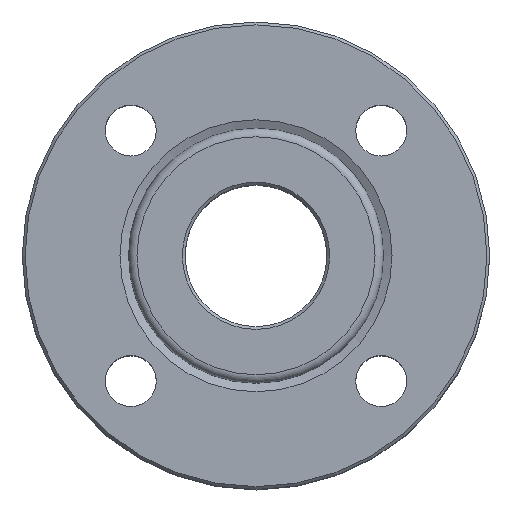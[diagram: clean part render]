
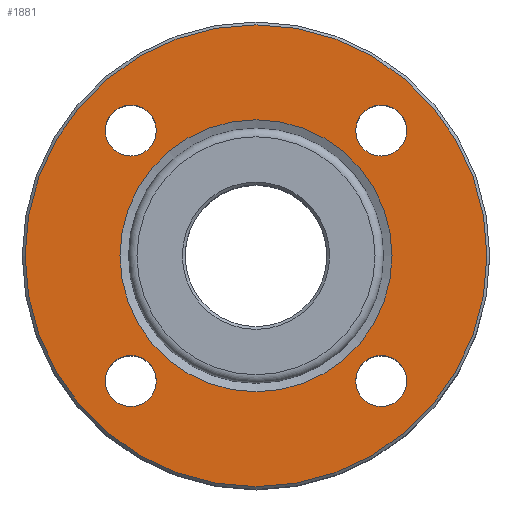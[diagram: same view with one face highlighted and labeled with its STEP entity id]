
A CAD part, top view. The second image highlights one B-rep face of the part: STEP entity #1881.
In plain terms, the highlighted planar face has unit normal (0, 0, 1).
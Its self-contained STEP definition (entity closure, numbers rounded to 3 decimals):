
#78=PLANE('',#2047);
#282=FACE_BOUND('',#497,.T.);
#283=FACE_BOUND('',#498,.T.);
#284=FACE_BOUND('',#499,.T.);
#285=FACE_BOUND('',#500,.T.);
#286=FACE_BOUND('',#501,.T.);
#377=FACE_OUTER_BOUND('',#496,.T.);
#496=EDGE_LOOP('',(#1637));
#497=EDGE_LOOP('',(#1638));
#498=EDGE_LOOP('',(#1639));
#499=EDGE_LOOP('',(#1640));
#500=EDGE_LOOP('',(#1641));
#501=EDGE_LOOP('',(#1642));
#586=CIRCLE('',#2046,81.5);
#587=CIRCLE('',#2048,9.);
#588=CIRCLE('',#2049,9.);
#589=CIRCLE('',#2050,9.);
#590=CIRCLE('',#2051,9.);
#591=CIRCLE('',#2052,48.);
#867=VERTEX_POINT('',#3947);
#868=VERTEX_POINT('',#3951);
#869=VERTEX_POINT('',#3953);
#870=VERTEX_POINT('',#3955);
#871=VERTEX_POINT('',#3957);
#872=VERTEX_POINT('',#3959);
#1128=EDGE_CURVE('',#867,#867,#586,.T.);
#1129=EDGE_CURVE('',#868,#868,#587,.T.);
#1130=EDGE_CURVE('',#869,#869,#588,.T.);
#1131=EDGE_CURVE('',#870,#870,#589,.T.);
#1132=EDGE_CURVE('',#871,#871,#590,.T.);
#1133=EDGE_CURVE('',#872,#872,#591,.T.);
#1637=ORIENTED_EDGE('',*,*,#1128,.F.);
#1638=ORIENTED_EDGE('',*,*,#1129,.F.);
#1639=ORIENTED_EDGE('',*,*,#1130,.F.);
#1640=ORIENTED_EDGE('',*,*,#1131,.F.);
#1641=ORIENTED_EDGE('',*,*,#1132,.F.);
#1642=ORIENTED_EDGE('',*,*,#1133,.T.);
#1881=ADVANCED_FACE('',(#377,#282,#283,#284,#285,#286),#78,.F.);
#2046=AXIS2_PLACEMENT_3D('',#3949,#2406,#2407);
#2047=AXIS2_PLACEMENT_3D('',#3950,#2408,#2409);
#2048=AXIS2_PLACEMENT_3D('',#3952,#2410,#2411);
#2049=AXIS2_PLACEMENT_3D('',#3954,#2412,#2413);
#2050=AXIS2_PLACEMENT_3D('',#3956,#2414,#2415);
#2051=AXIS2_PLACEMENT_3D('',#3958,#2416,#2417);
#2052=AXIS2_PLACEMENT_3D('',#3960,#2418,#2419);
#2406=DIRECTION('center_axis',(0.,0.,-1.));
#2407=DIRECTION('ref_axis',(1.,0.,0.));
#2408=DIRECTION('center_axis',(0.,0.,-1.));
#2409=DIRECTION('ref_axis',(-1.,0.,0.));
#2410=DIRECTION('center_axis',(0.,0.,1.));
#2411=DIRECTION('ref_axis',(1.,0.,0.));
#2412=DIRECTION('center_axis',(0.,0.,1.));
#2413=DIRECTION('ref_axis',(1.,0.,0.));
#2414=DIRECTION('center_axis',(0.,0.,1.));
#2415=DIRECTION('ref_axis',(1.,0.,0.));
#2416=DIRECTION('center_axis',(0.,0.,1.));
#2417=DIRECTION('ref_axis',(1.,0.,0.));
#2418=DIRECTION('center_axis',(0.,0.,-1.));
#2419=DIRECTION('ref_axis',(0.,1.,0.));
#3947=CARTESIAN_POINT('',(-81.5,0.,48.5));
#3949=CARTESIAN_POINT('Origin',(0.,0.,48.5));
#3950=CARTESIAN_POINT('Origin',(0.,0.,48.5));
#3951=CARTESIAN_POINT('',(-53.194,44.194,48.5));
#3952=CARTESIAN_POINT('Origin',(-44.194,44.194,48.5));
#3953=CARTESIAN_POINT('',(-53.194,-44.194,48.5));
#3954=CARTESIAN_POINT('Origin',(-44.194,-44.194,48.5));
#3955=CARTESIAN_POINT('',(35.194,-44.194,48.5));
#3956=CARTESIAN_POINT('Origin',(44.194,-44.194,48.5));
#3957=CARTESIAN_POINT('',(35.194,44.194,48.5));
#3958=CARTESIAN_POINT('Origin',(44.194,44.194,48.5));
#3959=CARTESIAN_POINT('',(0.,-48.,48.5));
#3960=CARTESIAN_POINT('Origin',(0.,0.,48.5));
